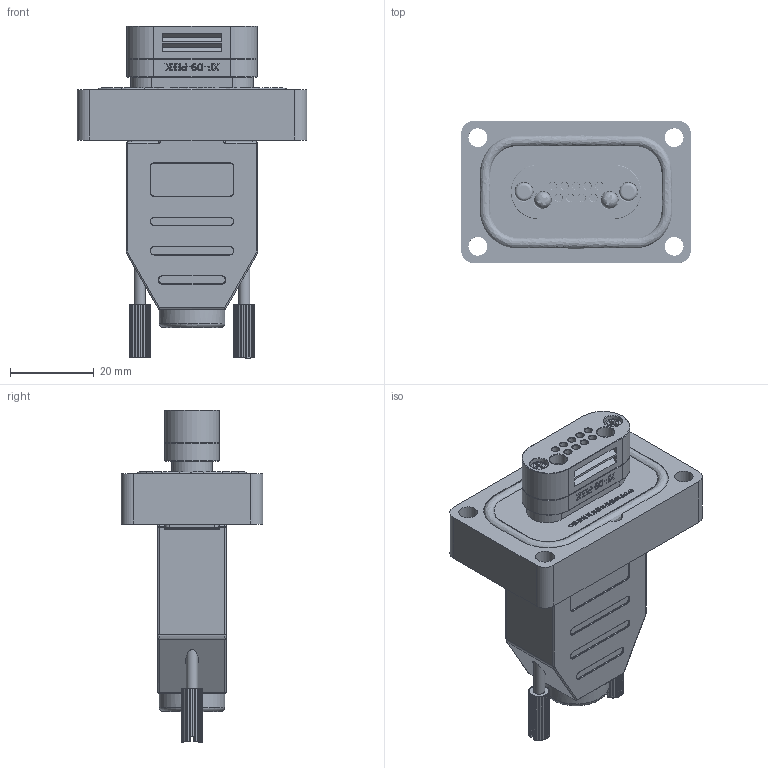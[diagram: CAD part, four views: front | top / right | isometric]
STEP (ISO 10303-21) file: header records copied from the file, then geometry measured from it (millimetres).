
FILE_DESCRIPTION (( 'STEP AP214' ), '1' );
FILE_NAME ('俋楷耀倰-Z-D-BP-1D9.STEP', '2024-08-14T03:22:15', ( '' ), ( '' ), 'SwSTEP 2.0', 'SolidWorks 2020', '' );
FILE_SCHEMA (( 'AUTOMOTIVE_DESIGN' ));
Length unit declared in the file: millimetre
Products named in the file (14): 脣芛蹟隊-UNC #4-40; 35.5X2.65-BP09; XF-D09-01; XF-D09-02; ĸͷ-DB09; 俋楷耀倰-Z-D-BP-1D9; SCRW-M3; 俋楷耀倰-CFG-D1005; UNC#4-40-12.7; XF-D09; 俋褲-DB09; DB09脣芛; 俋楷耀倰-FL-D-BP-1D9; NDL-D10L13
Assembly tree (32 placements, depth 3):
  俋楷耀倰-Z-D-BP-1D9
    俋楷耀倰-FL-D-BP-1D9
    NDL-D10L13  x9
    35.5X2.65-BP09
    XF-D09
      XF-D09-01
      XF-D09-02
      SCRW-M3  x2
      俋楷耀倰-CFG-D1005  x9
      UNC#4-40-12.7  x2
    DB09脣芛
      俋褲-DB09
      ĸͷ-DB09
      脣芛蹟隊-UNC #4-40  x2
Bounding box: 55 x 34 x 79.5 mm (x, y, z)
Volume: 43325.7 mm3; surface area: 24940.1 mm2
Topology: 31 solids, 31 shells, 1269 faces, 3931 edges, 2872 vertices
Faces by surface type: cylinder 492, plane 480, torus 119, cone 100, bspline 68, sphere 10
Full cylindrical faces by diameter (mm): 1 x27, 1.6 x9, 1.66 x9, 1.8 x18, 2.22 x9, 2.4 x11, 2.5 x16, 2.7 x2, 3 x40, 3.2 x2, 4 x2, 4.2 x2, 4.3 x4, 4.5 x6, 12 x1, 15.8 x1
Entity records: 61120 total; most frequent: CARTESIAN_POINT 34236, ORIENTED_EDGE 5832, DIRECTION 4819, EDGE_CURVE 2916, VERTEX_POINT 2309, AXIS2_PLACEMENT_3D 1744, VECTOR 1331, LINE 1331
